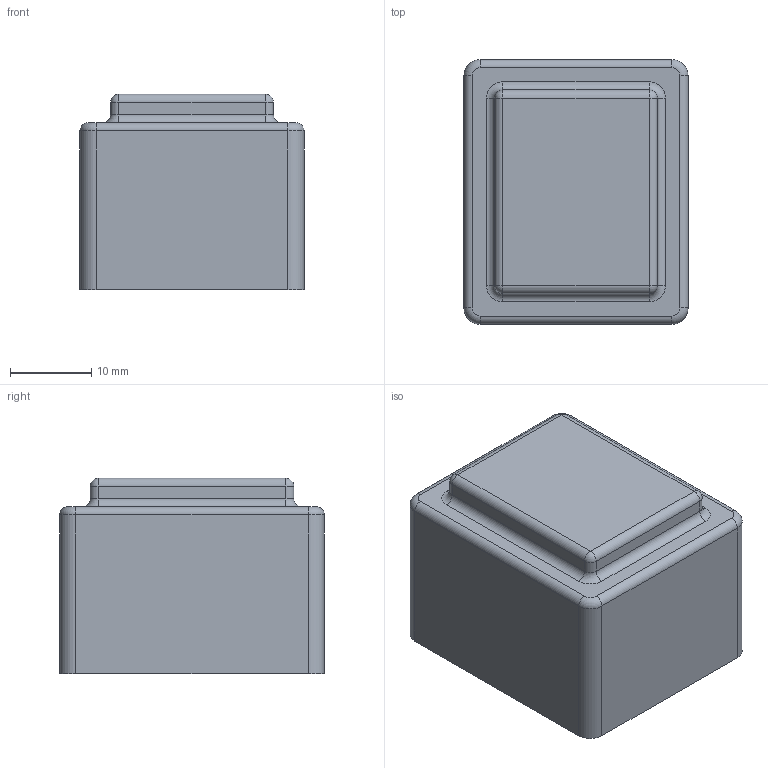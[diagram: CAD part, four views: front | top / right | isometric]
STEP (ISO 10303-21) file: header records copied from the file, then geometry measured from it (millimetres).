
FILE_DESCRIPTION(/* description */ ('STEP AP242','CAx-IF Rec.Pracs.---Representation and Presentation of Product Manufacturing Information (PMI)---4.0---2014-10-13','CAx-IF Rec.Pracs.---3D Tessellated Geometry---0.4---2014-09-14','2;1'),/* implementation_level */ '2;1');
FILE_NAME(/* name */ '64981d24d1728e3bf17aa052',/* time_stamp */ '2023-06-25T10:55:33Z',/* author */ (''),/* organization */ (''),/* preprocessor_version */ 'ST-DEVELOPER v19.4',/* originating_system */ ' ',/* authorisation */ ' ');
FILE_SCHEMA (('AP242_MANAGED_MODEL_BASED_3D_ENGINEERING_MIM_LF { 1 0 10303 442 1 1 4 }'));
Length unit declared in the file: metre
Products named in the file (1): Part 1
Bounding box: 27.5 x 32.5 x 24 mm (x, y, z)
Volume: 19974.4 mm3; surface area: 4353 mm2
Topology: 1 solids, 1 shells, 43 faces, 96 edges, 52 vertices
Faces by surface type: cylinder 20, plane 11, torus 8, sphere 4
Entity records: 1474 total; most frequent: DIRECTION 228, CARTESIAN_POINT 188, ORIENTED_EDGE 184, EDGE_CURVE 92, AXIS2_PLACEMENT_3D 92, VERTEX_POINT 52, CIRCLE 48, LINE 44
